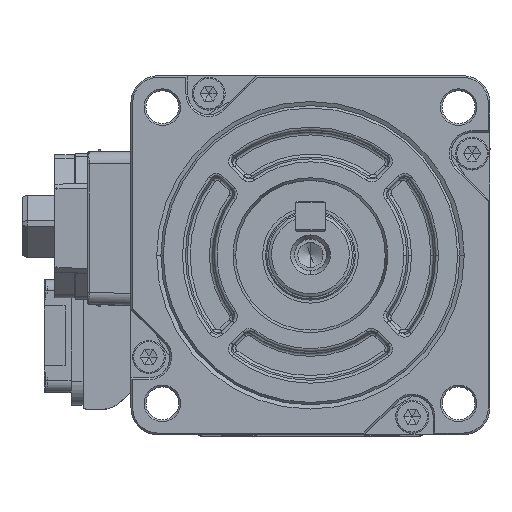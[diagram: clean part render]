
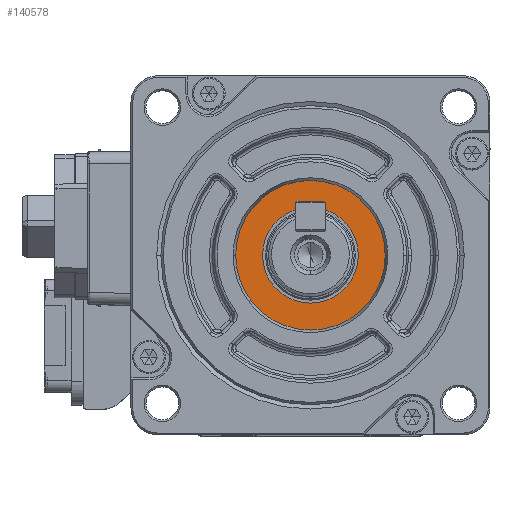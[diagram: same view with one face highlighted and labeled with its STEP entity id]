
A CAD part, top view. The second image highlights one B-rep face of the part: STEP entity #140578.
In plain terms, the highlighted planar face has unit normal (0, 0, 1).
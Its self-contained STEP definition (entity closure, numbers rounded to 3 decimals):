
#6218 = ORIENTED_EDGE ( 'NONE', *, *, #6852, .T. ) ;
#6852 = EDGE_CURVE ( 'NONE', #90997, #144130, #25591, .T. ) ;
#7950 = EDGE_LOOP ( 'NONE', ( #51229, #94949 ) ) ;
#11288 = AXIS2_PLACEMENT_3D ( 'NONE', #127933, #56547, #104645 ) ;
#13016 = CIRCLE ( 'NONE', #50282, 8. ) ;
#15927 = DIRECTION ( 'NONE',  ( 1., 0., 0. ) ) ;
#18085 = VERTEX_POINT ( 'NONE', #95531 ) ;
#23128 = FACE_OUTER_BOUND ( 'NONE', #129410, .T. ) ;
#25591 = CIRCLE ( 'NONE', #92544, 12.5 ) ;
#28682 = CARTESIAN_POINT ( 'NONE',  ( 8., 0., 6.5 ) ) ;
#33988 = DIRECTION ( 'NONE',  ( 1., 0., 0. ) ) ;
#35938 = ORIENTED_EDGE ( 'NONE', *, *, #44402, .T. ) ;
#36587 = DIRECTION ( 'NONE',  ( 1., 0., 0. ) ) ;
#39466 = DIRECTION ( 'NONE',  ( 0., 0., -1. ) ) ;
#43018 = CARTESIAN_POINT ( 'NONE',  ( -12.5, 0., 6.5 ) ) ;
#44402 = EDGE_CURVE ( 'NONE', #144130, #90997, #63404, .T. ) ;
#50158 = DIRECTION ( 'NONE',  ( 0., 0., -1. ) ) ;
#50282 = AXIS2_PLACEMENT_3D ( 'NONE', #110656, #50158, #15927 ) ;
#51229 = ORIENTED_EDGE ( 'NONE', *, *, #132321, .T. ) ;
#56547 = DIRECTION ( 'NONE',  ( 0., 0., 1. ) ) ;
#56892 = CARTESIAN_POINT ( 'NONE',  ( 0., 0., 6.5 ) ) ;
#57362 = DIRECTION ( 'NONE',  ( 0., 0., 1. ) ) ;
#58309 = AXIS2_PLACEMENT_3D ( 'NONE', #145849, #39466, #65083 ) ;
#63404 = CIRCLE ( 'NONE', #11288, 12.5 ) ;
#65083 = DIRECTION ( 'NONE',  ( 1., 0., 0. ) ) ;
#82686 = CARTESIAN_POINT ( 'NONE',  ( 12.5, 0., 6.5 ) ) ;
#83286 = VERTEX_POINT ( 'NONE', #28682 ) ;
#90997 = VERTEX_POINT ( 'NONE', #82686 ) ;
#92267 = PLANE ( 'NONE',  #94187 ) ;
#92544 = AXIS2_PLACEMENT_3D ( 'NONE', #56892, #118952, #36587 ) ;
#94187 = AXIS2_PLACEMENT_3D ( 'NONE', #117858, #57362, #33988 ) ;
#94949 = ORIENTED_EDGE ( 'NONE', *, *, #113007, .T. ) ;
#95531 = CARTESIAN_POINT ( 'NONE',  ( -8., 0., 6.5 ) ) ;
#104645 = DIRECTION ( 'NONE',  ( 1., 0., 0. ) ) ;
#110656 = CARTESIAN_POINT ( 'NONE',  ( 0., 0., 6.5 ) ) ;
#113007 = EDGE_CURVE ( 'NONE', #18085, #83286, #13016, .T. ) ;
#117858 = CARTESIAN_POINT ( 'NONE',  ( 0., 0., 6.5 ) ) ;
#118952 = DIRECTION ( 'NONE',  ( 0., 0., 1. ) ) ;
#127933 = CARTESIAN_POINT ( 'NONE',  ( 0., 0., 6.5 ) ) ;
#129410 = EDGE_LOOP ( 'NONE', ( #6218, #35938 ) ) ;
#132321 = EDGE_CURVE ( 'NONE', #83286, #18085, #132646, .T. ) ;
#132646 = CIRCLE ( 'NONE', #58309, 8. ) ;
#140376 = FACE_BOUND ( 'NONE', #7950, .T. ) ;
#140578 = ADVANCED_FACE ( 'NONE', ( #23128, #140376 ), #92267, .T. ) ;
#144130 = VERTEX_POINT ( 'NONE', #43018 ) ;
#145849 = CARTESIAN_POINT ( 'NONE',  ( 0., 0., 6.5 ) ) ;
